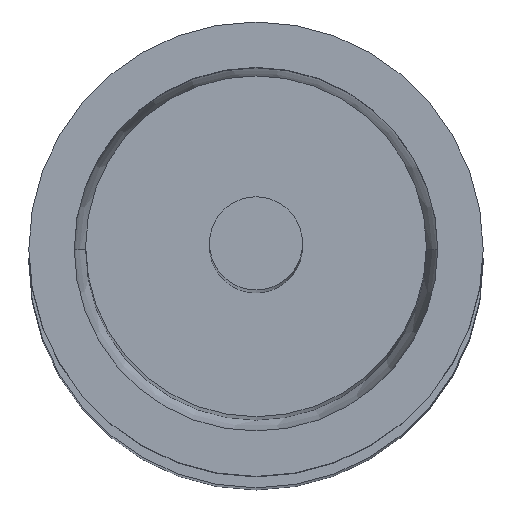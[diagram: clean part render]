
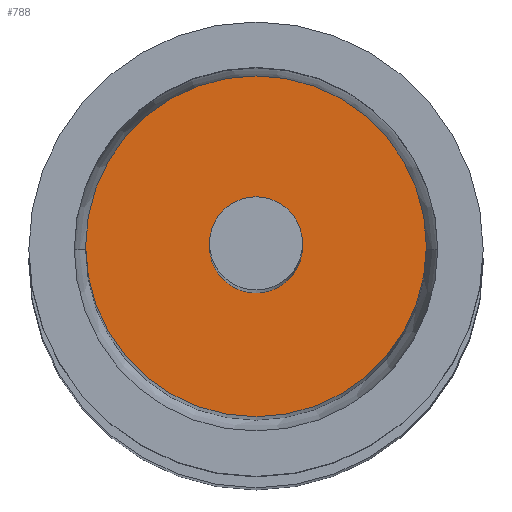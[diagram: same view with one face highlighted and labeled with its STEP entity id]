
A CAD part, top view. The second image highlights one B-rep face of the part: STEP entity #788.
In plain terms, the highlighted planar face has unit normal (0, 0, 1).
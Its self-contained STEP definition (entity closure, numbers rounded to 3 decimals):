
#16 = VERTEX_POINT ( 'NONE', #1848 ) ;
#69 = EDGE_LOOP ( 'NONE', ( #304, #1801 ) ) ;
#104 = VERTEX_POINT ( 'NONE', #743 ) ;
#123 = CARTESIAN_POINT ( 'NONE',  ( 0., 0., 17. ) ) ;
#191 = CIRCLE ( 'NONE', #1507, 0.41 ) ;
#280 = DIRECTION ( 'NONE',  ( 0., 0., 1. ) ) ;
#286 = CIRCLE ( 'NONE', #1985, 1.5 ) ;
#304 = ORIENTED_EDGE ( 'NONE', *, *, #851, .F. ) ;
#437 = VERTEX_POINT ( 'NONE', #1417 ) ;
#460 = CIRCLE ( 'NONE', #803, 1.5 ) ;
#486 = EDGE_LOOP ( 'NONE', ( #1961, #741 ) ) ;
#490 = EDGE_CURVE ( 'NONE', #104, #437, #460, .T. ) ;
#522 = AXIS2_PLACEMENT_3D ( 'NONE', #1566, #2080, #1083 ) ;
#533 = DIRECTION ( 'NONE',  ( 1., 0., 0. ) ) ;
#741 = ORIENTED_EDGE ( 'NONE', *, *, #1356, .T. ) ;
#743 = CARTESIAN_POINT ( 'NONE',  ( -1.5, 0., 17. ) ) ;
#788 = ADVANCED_FACE ( 'NONE', ( #1180, #871 ), #1220, .T. ) ;
#803 = AXIS2_PLACEMENT_3D ( 'NONE', #123, #1213, #1690 ) ;
#838 = DIRECTION ( 'NONE',  ( 0., 0., 1. ) ) ;
#851 = EDGE_CURVE ( 'NONE', #2081, #16, #1336, .T. ) ;
#871 = FACE_OUTER_BOUND ( 'NONE', #486, .T. ) ;
#908 = CARTESIAN_POINT ( 'NONE',  ( 0., 0., 17. ) ) ;
#943 = CARTESIAN_POINT ( 'NONE',  ( -0.41, 0., 17. ) ) ;
#1083 = DIRECTION ( 'NONE',  ( 1., 0., 0. ) ) ;
#1104 = DIRECTION ( 'NONE',  ( 1., 0., 0. ) ) ;
#1138 = AXIS2_PLACEMENT_3D ( 'NONE', #1733, #280, #1104 ) ;
#1180 = FACE_BOUND ( 'NONE', #69, .T. ) ;
#1213 = DIRECTION ( 'NONE',  ( 0., 0., 1. ) ) ;
#1220 = PLANE ( 'NONE',  #522 ) ;
#1249 = DIRECTION ( 'NONE',  ( 1., 0., 0. ) ) ;
#1315 = CARTESIAN_POINT ( 'NONE',  ( 0., 0., 17. ) ) ;
#1336 = CIRCLE ( 'NONE', #1138, 0.41 ) ;
#1356 = EDGE_CURVE ( 'NONE', #437, #104, #286, .T. ) ;
#1417 = CARTESIAN_POINT ( 'NONE',  ( 1.5, 0., 17. ) ) ;
#1507 = AXIS2_PLACEMENT_3D ( 'NONE', #1315, #838, #533 ) ;
#1559 = DIRECTION ( 'NONE',  ( 0., 0., 1. ) ) ;
#1566 = CARTESIAN_POINT ( 'NONE',  ( 0., 0., 17. ) ) ;
#1659 = EDGE_CURVE ( 'NONE', #16, #2081, #191, .T. ) ;
#1690 = DIRECTION ( 'NONE',  ( 1., 0., 0. ) ) ;
#1733 = CARTESIAN_POINT ( 'NONE',  ( 0., 0., 17. ) ) ;
#1801 = ORIENTED_EDGE ( 'NONE', *, *, #1659, .F. ) ;
#1848 = CARTESIAN_POINT ( 'NONE',  ( 0.41, 0., 17. ) ) ;
#1961 = ORIENTED_EDGE ( 'NONE', *, *, #490, .T. ) ;
#1985 = AXIS2_PLACEMENT_3D ( 'NONE', #908, #1559, #1249 ) ;
#2080 = DIRECTION ( 'NONE',  ( 0., 0., 1. ) ) ;
#2081 = VERTEX_POINT ( 'NONE', #943 ) ;
